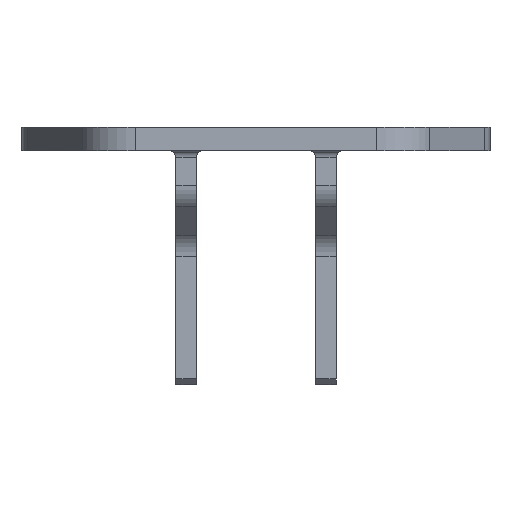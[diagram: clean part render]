
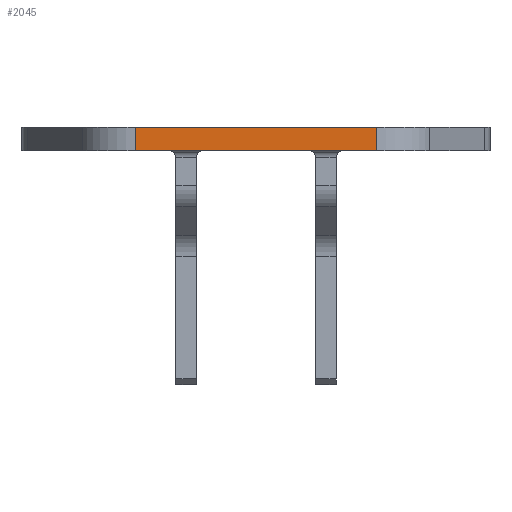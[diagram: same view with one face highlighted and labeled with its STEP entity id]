
A CAD part, front view. The second image highlights one B-rep face of the part: STEP entity #2045.
In plain terms, the highlighted planar face has unit normal (0, -1, 0).
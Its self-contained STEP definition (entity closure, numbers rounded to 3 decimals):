
#105=PLANE('',#2259);
#195=FACE_OUTER_BOUND('',#336,.T.);
#336=EDGE_LOOP('',(#1836,#1837,#1838,#1839));
#455=LINE('',#3188,#650);
#505=LINE('',#3347,#700);
#532=LINE('',#3431,#727);
#533=LINE('',#3433,#728);
#650=VECTOR('',#2559,10.);
#700=VECTOR('',#2733,10.);
#727=VECTOR('',#2820,10.);
#728=VECTOR('',#2823,10.);
#957=VERTEX_POINT('',#3185);
#958=VERTEX_POINT('',#3187);
#1004=VERTEX_POINT('',#3344);
#1005=VERTEX_POINT('',#3346);
#1185=EDGE_CURVE('',#958,#957,#455,.T.);
#1265=EDGE_CURVE('',#1004,#1005,#505,.T.);
#1308=EDGE_CURVE('',#1005,#957,#532,.T.);
#1309=EDGE_CURVE('',#958,#1004,#533,.T.);
#1836=ORIENTED_EDGE('',*,*,#1308,.F.);
#1837=ORIENTED_EDGE('',*,*,#1265,.F.);
#1838=ORIENTED_EDGE('',*,*,#1309,.F.);
#1839=ORIENTED_EDGE('',*,*,#1185,.T.);
#2045=ADVANCED_FACE('',(#195),#105,.T.);
#2259=AXIS2_PLACEMENT_3D('',#3432,#2821,#2822);
#2559=DIRECTION('',(1.,0.,0.));
#2733=DIRECTION('',(1.,0.,0.));
#2820=DIRECTION('',(0.,0.,-1.));
#2821=DIRECTION('center_axis',(0.,-1.,0.));
#2822=DIRECTION('ref_axis',(1.,0.,0.));
#2823=DIRECTION('',(0.,0.,1.));
#3185=CARTESIAN_POINT('',(60.618,0.,0.));
#3187=CARTESIAN_POINT('',(19.382,0.,0.));
#3188=CARTESIAN_POINT('',(0.,0.,0.));
#3344=CARTESIAN_POINT('',(19.382,0.,4.));
#3346=CARTESIAN_POINT('',(60.618,0.,4.));
#3347=CARTESIAN_POINT('',(0.,0.,4.));
#3431=CARTESIAN_POINT('',(60.618,0.,2.));
#3432=CARTESIAN_POINT('Origin',(0.,0.,0.));
#3433=CARTESIAN_POINT('',(19.382,0.,2.));
